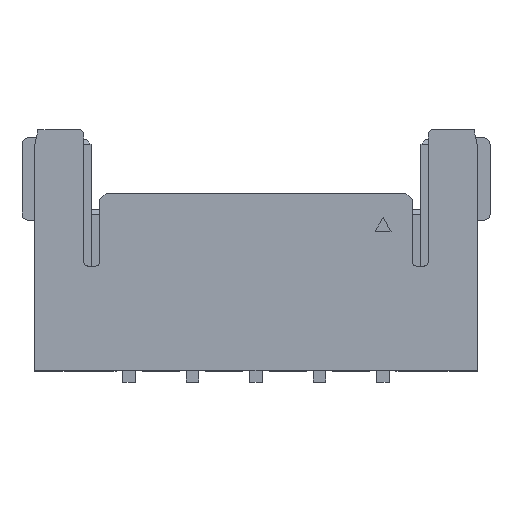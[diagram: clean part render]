
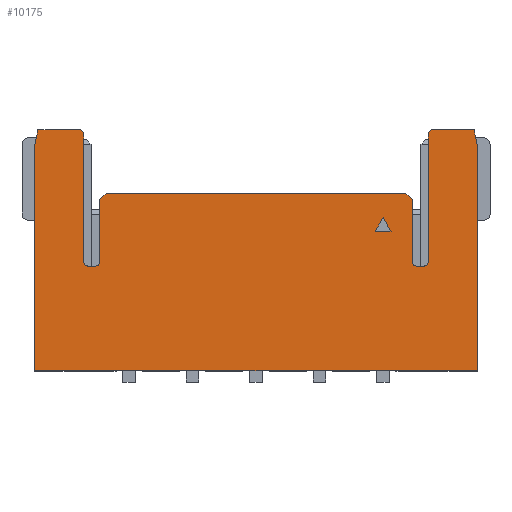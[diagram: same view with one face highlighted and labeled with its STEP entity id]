
A CAD part, top view. The second image highlights one B-rep face of the part: STEP entity #10175.
In plain terms, the highlighted planar face has unit normal (0, 0, 1).
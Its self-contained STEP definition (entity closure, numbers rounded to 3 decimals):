
#3481=DIRECTION('',(0.,-1.,0.));
#3482=VECTOR('',#3481,4.05);
#3483=CARTESIAN_POINT('',(-5.425,2.05,1.28));
#3484=LINE('',#3483,#3482);
#3485=CARTESIAN_POINT('',(-5.275,-2.,1.28));
#3486=DIRECTION('',(0.,0.,1.));
#3487=DIRECTION('',(-1.,0.,0.));
#3488=AXIS2_PLACEMENT_3D('',#3485,#3486,#3487);
#3490=DIRECTION('',(1.,0.,0.));
#3491=VECTOR('',#3490,0.2);
#3492=CARTESIAN_POINT('',(-5.275,-2.15,1.28));
#3493=LINE('',#3492,#3491);
#3494=CARTESIAN_POINT('',(-5.075,-2.,1.28));
#3495=DIRECTION('',(0.,0.,1.));
#3496=DIRECTION('',(0.,-1.,0.));
#3497=AXIS2_PLACEMENT_3D('',#3494,#3495,#3496);
#3499=DIRECTION('',(0.,1.,0.));
#3500=VECTOR('',#3499,1.95);
#3501=CARTESIAN_POINT('',(-4.925,-2.,1.28));
#3502=LINE('',#3501,#3500);
#3503=DIRECTION('',(0.707,0.707,0.));
#3504=VECTOR('',#3503,0.283);
#3505=CARTESIAN_POINT('',(-4.925,-0.05,1.28));
#3506=LINE('',#3505,#3504);
#3507=DIRECTION('',(-1.,0.,0.));
#3508=VECTOR('',#3507,9.45);
#3509=CARTESIAN_POINT('',(4.725,0.15,1.28));
#3510=LINE('',#3509,#3508);
#3511=DIRECTION('',(0.707,-0.707,0.));
#3512=VECTOR('',#3511,0.283);
#3513=CARTESIAN_POINT('',(4.725,0.15,1.28));
#3514=LINE('',#3513,#3512);
#3515=DIRECTION('',(0.,-1.,0.));
#3516=VECTOR('',#3515,1.95);
#3517=CARTESIAN_POINT('',(4.925,-0.05,1.28));
#3518=LINE('',#3517,#3516);
#3519=CARTESIAN_POINT('',(5.075,-2.,1.28));
#3520=DIRECTION('',(0.,0.,1.));
#3521=DIRECTION('',(-1.,0.,0.));
#3522=AXIS2_PLACEMENT_3D('',#3519,#3520,#3521);
#3524=DIRECTION('',(1.,0.,0.));
#3525=VECTOR('',#3524,0.2);
#3526=CARTESIAN_POINT('',(5.075,-2.15,1.28));
#3527=LINE('',#3526,#3525);
#3528=CARTESIAN_POINT('',(5.275,-2.,1.28));
#3529=DIRECTION('',(0.,0.,1.));
#3530=DIRECTION('',(0.,-1.,0.));
#3531=AXIS2_PLACEMENT_3D('',#3528,#3529,#3530);
#3533=DIRECTION('',(0.,1.,0.));
#3534=VECTOR('',#3533,4.05);
#3535=CARTESIAN_POINT('',(5.425,-2.,1.28));
#3536=LINE('',#3535,#3534);
#3537=DIRECTION('',(0.707,0.707,0.));
#3538=VECTOR('',#3537,0.141);
#3539=CARTESIAN_POINT('',(5.425,2.05,1.28));
#3540=LINE('',#3539,#3538);
#3541=DIRECTION('',(-1.,0.,0.));
#3542=VECTOR('',#3541,1.35);
#3543=CARTESIAN_POINT('',(6.875,2.15,1.28));
#3544=LINE('',#3543,#3542);
#3545=DIRECTION('',(-0.196,0.981,0.));
#3546=VECTOR('',#3545,0.51);
#3547=CARTESIAN_POINT('',(6.975,1.65,1.28));
#3548=LINE('',#3547,#3546);
#3549=DIRECTION('',(0.,1.,0.));
#3550=VECTOR('',#3549,7.1);
#3551=CARTESIAN_POINT('',(6.975,-5.45,1.28));
#3552=LINE('',#3551,#3550);
#3553=DIRECTION('',(1.,0.,0.));
#3554=VECTOR('',#3553,13.95);
#3555=CARTESIAN_POINT('',(-6.975,-5.45,1.28));
#3556=LINE('',#3555,#3554);
#3557=DIRECTION('',(0.,-1.,0.));
#3558=VECTOR('',#3557,7.1);
#3559=CARTESIAN_POINT('',(-6.975,1.65,1.28));
#3560=LINE('',#3559,#3558);
#3561=DIRECTION('',(-0.196,-0.981,0.));
#3562=VECTOR('',#3561,0.51);
#3563=CARTESIAN_POINT('',(-6.875,2.15,1.28));
#3564=LINE('',#3563,#3562);
#3565=DIRECTION('',(-1.,0.,0.));
#3566=VECTOR('',#3565,1.35);
#3567=CARTESIAN_POINT('',(-5.525,2.15,1.28));
#3568=LINE('',#3567,#3566);
#3569=DIRECTION('',(0.707,-0.707,0.));
#3570=VECTOR('',#3569,0.141);
#3571=CARTESIAN_POINT('',(-5.525,2.15,1.28));
#3572=LINE('',#3571,#3570);
#3573=DIRECTION('',(-0.5,-0.866,0.));
#3574=VECTOR('',#3573,0.5);
#3575=CARTESIAN_POINT('',(4.005,-0.617,1.28));
#3576=LINE('',#3575,#3574);
#3577=DIRECTION('',(1.,0.,0.));
#3578=VECTOR('',#3577,0.5);
#3579=CARTESIAN_POINT('',(3.755,-1.05,1.28));
#3580=LINE('',#3579,#3578);
#3581=DIRECTION('',(-0.5,0.866,0.));
#3582=VECTOR('',#3581,0.5);
#3583=CARTESIAN_POINT('',(4.255,-1.05,1.28));
#3584=LINE('',#3583,#3582);
#4169=CARTESIAN_POINT('',(-6.975,1.65,1.28));
#4170=CARTESIAN_POINT('',(-6.975,-5.45,1.28));
#4171=VERTEX_POINT('',#4169);
#4172=VERTEX_POINT('',#4170);
#4173=CARTESIAN_POINT('',(6.975,-5.45,1.28));
#4174=VERTEX_POINT('',#4173);
#4175=CARTESIAN_POINT('',(6.975,1.65,1.28));
#4176=VERTEX_POINT('',#4175);
#4177=CARTESIAN_POINT('',(6.875,2.15,1.28));
#4178=VERTEX_POINT('',#4177);
#4179=CARTESIAN_POINT('',(-6.875,2.15,1.28));
#4180=VERTEX_POINT('',#4179);
#4209=CARTESIAN_POINT('',(-4.925,-0.05,1.28));
#4211=VERTEX_POINT('',#4209);
#4213=CARTESIAN_POINT('',(4.925,-0.05,1.28));
#4215=VERTEX_POINT('',#4213);
#4217=CARTESIAN_POINT('',(-5.425,-2.,1.28));
#4219=VERTEX_POINT('',#4217);
#4221=CARTESIAN_POINT('',(-5.275,-2.15,1.28));
#4223=VERTEX_POINT('',#4221);
#4225=CARTESIAN_POINT('',(-5.075,-2.15,1.28));
#4227=VERTEX_POINT('',#4225);
#4229=CARTESIAN_POINT('',(-4.925,-2.,1.28));
#4231=VERTEX_POINT('',#4229);
#4233=CARTESIAN_POINT('',(4.925,-2.,1.28));
#4235=VERTEX_POINT('',#4233);
#4237=CARTESIAN_POINT('',(5.075,-2.15,1.28));
#4239=VERTEX_POINT('',#4237);
#4241=CARTESIAN_POINT('',(5.275,-2.15,1.28));
#4243=VERTEX_POINT('',#4241);
#4245=CARTESIAN_POINT('',(5.425,-2.,1.28));
#4247=VERTEX_POINT('',#4245);
#4713=CARTESIAN_POINT('',(4.005,-0.617,1.28));
#4714=VERTEX_POINT('',#4713);
#4715=CARTESIAN_POINT('',(3.755,-1.05,1.28));
#4716=VERTEX_POINT('',#4715);
#4717=CARTESIAN_POINT('',(4.255,-1.05,1.28));
#4718=VERTEX_POINT('',#4717);
#4723=CARTESIAN_POINT('',(-5.425,2.05,1.28));
#4724=VERTEX_POINT('',#4723);
#4725=CARTESIAN_POINT('',(-4.725,0.15,1.28));
#4726=VERTEX_POINT('',#4725);
#4727=CARTESIAN_POINT('',(-5.525,2.15,1.28));
#4728=VERTEX_POINT('',#4727);
#4729=CARTESIAN_POINT('',(5.425,2.05,1.28));
#4730=CARTESIAN_POINT('',(5.525,2.15,1.28));
#4731=VERTEX_POINT('',#4729);
#4732=VERTEX_POINT('',#4730);
#4733=CARTESIAN_POINT('',(4.725,0.15,1.28));
#4734=VERTEX_POINT('',#4733);
#10122=CARTESIAN_POINT('',(0.,0.,1.28));
#10123=DIRECTION('',(0.,0.,1.));
#10124=DIRECTION('',(0.,-1.,0.));
#10125=AXIS2_PLACEMENT_3D('',#10122,#10123,#10124);
#10126=PLANE('',#10125);
#10128=ORIENTED_EDGE('',*,*,#10127,.T.);
#10130=ORIENTED_EDGE('',*,*,#10129,.T.);
#10132=ORIENTED_EDGE('',*,*,#10131,.T.);
#10134=ORIENTED_EDGE('',*,*,#10133,.T.);
#10136=ORIENTED_EDGE('',*,*,#10135,.T.);
#10138=ORIENTED_EDGE('',*,*,#10137,.T.);
#10140=ORIENTED_EDGE('',*,*,#10139,.F.);
#10142=ORIENTED_EDGE('',*,*,#10141,.T.);
#10144=ORIENTED_EDGE('',*,*,#10143,.T.);
#10146=ORIENTED_EDGE('',*,*,#10145,.T.);
#10148=ORIENTED_EDGE('',*,*,#10147,.T.);
#10150=ORIENTED_EDGE('',*,*,#10149,.T.);
#10151=ORIENTED_EDGE('',*,*,#9775,.T.);
#10152=ORIENTED_EDGE('',*,*,#9794,.T.);
#10153=ORIENTED_EDGE('',*,*,#9814,.F.);
#10154=ORIENTED_EDGE('',*,*,#10100,.F.);
#10155=ORIENTED_EDGE('',*,*,#10116,.F.);
#10156=ORIENTED_EDGE('',*,*,#6293,.F.);
#10158=ORIENTED_EDGE('',*,*,#10157,.F.);
#10160=ORIENTED_EDGE('',*,*,#10159,.F.);
#10162=ORIENTED_EDGE('',*,*,#10161,.F.);
#10164=ORIENTED_EDGE('',*,*,#10163,.T.);
#10165=EDGE_LOOP('',(#10128,#10130,#10132,#10134,#10136,#10138,#10140,#10142,
#10144,#10146,#10148,#10150,#10151,#10152,#10153,#10154,#10155,#10156,#10158,
#10160,#10162,#10164));
#10166=FACE_OUTER_BOUND('',#10165,.F.);
#10168=ORIENTED_EDGE('',*,*,#10167,.T.);
#10170=ORIENTED_EDGE('',*,*,#10169,.T.);
#10172=ORIENTED_EDGE('',*,*,#10171,.T.);
#10173=EDGE_LOOP('',(#10168,#10170,#10172));
#10174=FACE_BOUND('',#10173,.F.);
#10175=ADVANCED_FACE('',(#10166,#10174),#10126,.T.);
#3489=CIRCLE('',#3488,0.15);
#3498=CIRCLE('',#3497,0.15);
#3523=CIRCLE('',#3522,0.15);
#3532=CIRCLE('',#3531,0.15);
#6293=EDGE_CURVE('',#4172,#4174,#3556,.T.);
#9775=EDGE_CURVE('',#4247,#4731,#3536,.T.);
#9794=EDGE_CURVE('',#4731,#4732,#3540,.T.);
#9814=EDGE_CURVE('',#4178,#4732,#3544,.T.);
#10100=EDGE_CURVE('',#4176,#4178,#3548,.T.);
#10116=EDGE_CURVE('',#4174,#4176,#3552,.T.);
#10127=EDGE_CURVE('',#4724,#4219,#3484,.T.);
#10129=EDGE_CURVE('',#4219,#4223,#3489,.T.);
#10131=EDGE_CURVE('',#4223,#4227,#3493,.T.);
#10133=EDGE_CURVE('',#4227,#4231,#3498,.T.);
#10135=EDGE_CURVE('',#4231,#4211,#3502,.T.);
#10137=EDGE_CURVE('',#4211,#4726,#3506,.T.);
#10139=EDGE_CURVE('',#4734,#4726,#3510,.T.);
#10141=EDGE_CURVE('',#4734,#4215,#3514,.T.);
#10143=EDGE_CURVE('',#4215,#4235,#3518,.T.);
#10145=EDGE_CURVE('',#4235,#4239,#3523,.T.);
#10147=EDGE_CURVE('',#4239,#4243,#3527,.T.);
#10149=EDGE_CURVE('',#4243,#4247,#3532,.T.);
#10157=EDGE_CURVE('',#4171,#4172,#3560,.T.);
#10159=EDGE_CURVE('',#4180,#4171,#3564,.T.);
#10161=EDGE_CURVE('',#4728,#4180,#3568,.T.);
#10163=EDGE_CURVE('',#4728,#4724,#3572,.T.);
#10167=EDGE_CURVE('',#4714,#4716,#3576,.T.);
#10169=EDGE_CURVE('',#4716,#4718,#3580,.T.);
#10171=EDGE_CURVE('',#4718,#4714,#3584,.T.);
